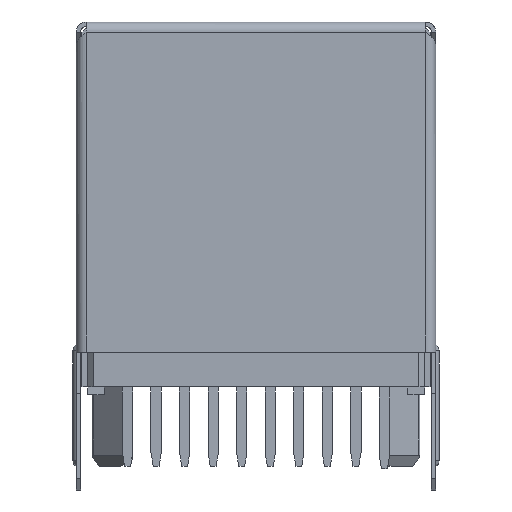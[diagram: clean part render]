
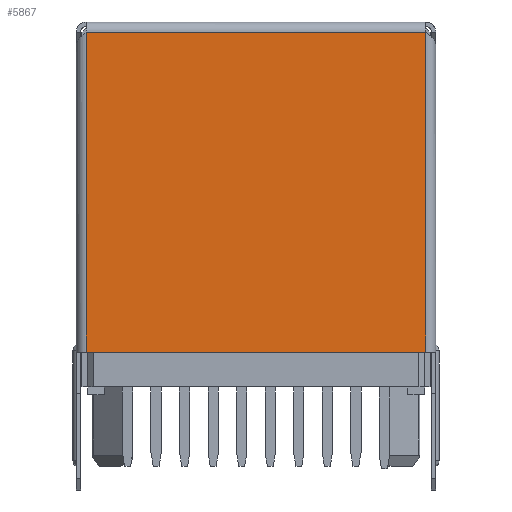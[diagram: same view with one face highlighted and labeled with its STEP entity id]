
A CAD part, front view. The second image highlights one B-rep face of the part: STEP entity #5867.
In plain terms, the highlighted planar face has unit normal (0, -1, 0).
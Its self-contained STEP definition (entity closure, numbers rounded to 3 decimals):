
#283 = VERTEX_POINT ( 'NONE', #9484 ) ;
#389 = CARTESIAN_POINT ( 'NONE',  ( -7.55, -8.35, -7.57 ) ) ;
#868 = AXIS2_PLACEMENT_3D ( 'NONE', #12668, #1577, #11335 ) ;
#1032 = EDGE_CURVE ( 'NONE', #5861, #283, #16275, .T. ) ;
#1577 = DIRECTION ( 'NONE',  ( 0., 1., 0. ) ) ;
#2399 = FACE_OUTER_BOUND ( 'NONE', #13213, .T. ) ;
#3061 = VECTOR ( 'NONE', #13269, 1000. ) ;
#3494 = CARTESIAN_POINT ( 'NONE',  ( 0., -8.35, -14.69 ) ) ;
#4173 = CARTESIAN_POINT ( 'NONE',  ( 7.55, -8.35, -0.45 ) ) ;
#4393 = CARTESIAN_POINT ( 'NONE',  ( -7.55, -8.35, -14.69 ) ) ;
#4760 = ORIENTED_EDGE ( 'NONE', *, *, #11156, .F. ) ;
#5064 = LINE ( 'NONE', #17648, #7904 ) ;
#5479 = ORIENTED_EDGE ( 'NONE', *, *, #10814, .F. ) ;
#5851 = ORIENTED_EDGE ( 'NONE', *, *, #1032, .F. ) ;
#5861 = VERTEX_POINT ( 'NONE', #4173 ) ;
#5867 = ADVANCED_FACE ( 'NONE', ( #2399 ), #9932, .F. ) ;
#5998 = DIRECTION ( 'NONE',  ( 0., 0., 1. ) ) ;
#7488 = DIRECTION ( 'NONE',  ( 0., 0., -1. ) ) ;
#7904 = VECTOR ( 'NONE', #16307, 1000. ) ;
#9305 = VECTOR ( 'NONE', #7488, 1000. ) ;
#9484 = CARTESIAN_POINT ( 'NONE',  ( 7.55, -8.35, -14.69 ) ) ;
#9932 = PLANE ( 'NONE',  #868 ) ;
#10178 = ORIENTED_EDGE ( 'NONE', *, *, #12293, .T. ) ;
#10814 = EDGE_CURVE ( 'NONE', #11295, #5861, #5064, .T. ) ;
#10955 = LINE ( 'NONE', #389, #14230 ) ;
#11156 = EDGE_CURVE ( 'NONE', #12642, #11295, #10955, .T. ) ;
#11295 = VERTEX_POINT ( 'NONE', #17507 ) ;
#11335 = DIRECTION ( 'NONE',  ( 0., 0., 1. ) ) ;
#12293 = EDGE_CURVE ( 'NONE', #12642, #283, #13312, .T. ) ;
#12642 = VERTEX_POINT ( 'NONE', #4393 ) ;
#12668 = CARTESIAN_POINT ( 'NONE',  ( -7.55, -8.35, -14.69 ) ) ;
#13213 = EDGE_LOOP ( 'NONE', ( #10178, #5851, #5479, #4760 ) ) ;
#13269 = DIRECTION ( 'NONE',  ( 1., 0., 0. ) ) ;
#13312 = LINE ( 'NONE', #3494, #3061 ) ;
#14230 = VECTOR ( 'NONE', #5998, 1000. ) ;
#14512 = CARTESIAN_POINT ( 'NONE',  ( 7.55, -8.35, -7.57 ) ) ;
#16275 = LINE ( 'NONE', #14512, #9305 ) ;
#16307 = DIRECTION ( 'NONE',  ( 1., 0., 0. ) ) ;
#17507 = CARTESIAN_POINT ( 'NONE',  ( -7.55, -8.35, -0.45 ) ) ;
#17648 = CARTESIAN_POINT ( 'NONE',  ( 0., -8.35, -0.45 ) ) ;
